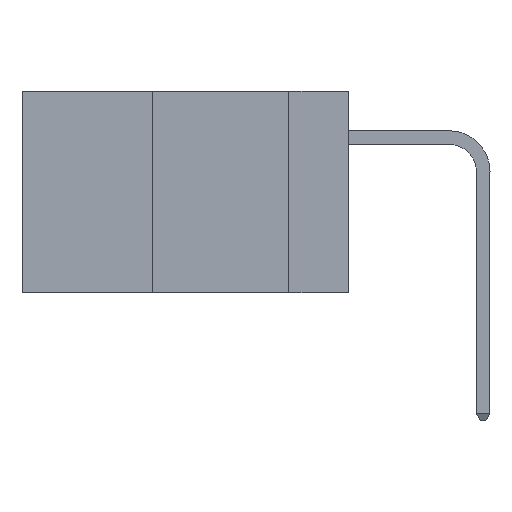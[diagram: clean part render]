
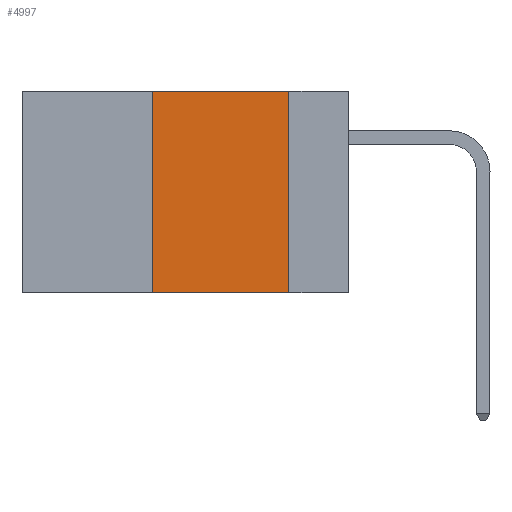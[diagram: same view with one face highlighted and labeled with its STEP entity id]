
A CAD part, left-side view. The second image highlights one B-rep face of the part: STEP entity #4997.
In plain terms, the highlighted planar face has unit normal (-1, 0, 0).
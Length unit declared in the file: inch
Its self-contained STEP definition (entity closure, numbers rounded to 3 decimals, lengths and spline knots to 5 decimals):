
#651 = CARTESIAN_POINT ( 'NONE',  ( 0., 0.6, -0.37 ) ) ;
#919 = VERTEX_POINT ( 'NONE', #23968 ) ;
#1197 = DIRECTION ( 'NONE',  ( 0., 0., -1. ) ) ;
#1968 = LINE ( 'NONE', #651, #21880 ) ;
#3668 = VECTOR ( 'NONE', #19496, 39.37008 ) ;
#3786 = CARTESIAN_POINT ( 'NONE',  ( 0., 0.11, 0. ) ) ;
#4058 = VECTOR ( 'NONE', #1197, 39.37008 ) ;
#4997 = ADVANCED_FACE ( 'NONE', ( #21562 ), #17545, .F. ) ;
#5930 = DIRECTION ( 'NONE',  ( 1., 0., 0. ) ) ;
#6160 = VECTOR ( 'NONE', #16159, 39.37008 ) ;
#6324 = ORIENTED_EDGE ( 'NONE', *, *, #10556, .F. ) ;
#6543 = CARTESIAN_POINT ( 'NONE',  ( 0., 0.6, 0. ) ) ;
#7500 = CARTESIAN_POINT ( 'NONE',  ( 0., 0.11, 0. ) ) ;
#8477 = EDGE_CURVE ( 'NONE', #18481, #919, #1968, .T. ) ;
#8824 = LINE ( 'NONE', #15673, #3668 ) ;
#9067 = AXIS2_PLACEMENT_3D ( 'NONE', #15700, #5930, #23487 ) ;
#9444 = CARTESIAN_POINT ( 'NONE',  ( 0., 0.36, 0. ) ) ;
#10495 = VERTEX_POINT ( 'NONE', #7500 ) ;
#10556 = EDGE_CURVE ( 'NONE', #18481, #23718, #8824, .T. ) ;
#10731 = CARTESIAN_POINT ( 'NONE',  ( 0., 0.36, -0.37 ) ) ;
#12491 = EDGE_LOOP ( 'NONE', ( #19353, #19776, #6324, #13735 ) ) ;
#13395 = LINE ( 'NONE', #3786, #4058 ) ;
#13735 = ORIENTED_EDGE ( 'NONE', *, *, #8477, .T. ) ;
#15673 = CARTESIAN_POINT ( 'NONE',  ( 0., 0.36, 0. ) ) ;
#15700 = CARTESIAN_POINT ( 'NONE',  ( 0., 0.6, 0. ) ) ;
#15918 = EDGE_CURVE ( 'NONE', #10495, #919, #13395, .T. ) ;
#16098 = LINE ( 'NONE', #6543, #6160 ) ;
#16159 = DIRECTION ( 'NONE',  ( 0., -1., 0. ) ) ;
#17545 = PLANE ( 'NONE',  #9067 ) ;
#18481 = VERTEX_POINT ( 'NONE', #10731 ) ;
#19353 = ORIENTED_EDGE ( 'NONE', *, *, #15918, .F. ) ;
#19496 = DIRECTION ( 'NONE',  ( 0., 0., 1. ) ) ;
#19776 = ORIENTED_EDGE ( 'NONE', *, *, #21690, .F. ) ;
#21562 = FACE_OUTER_BOUND ( 'NONE', #12491, .T. ) ;
#21690 = EDGE_CURVE ( 'NONE', #23718, #10495, #16098, .T. ) ;
#21880 = VECTOR ( 'NONE', #22507, 39.37008 ) ;
#22507 = DIRECTION ( 'NONE',  ( 0., -1., 0. ) ) ;
#23487 = DIRECTION ( 'NONE',  ( 0., 0., -1. ) ) ;
#23718 = VERTEX_POINT ( 'NONE', #9444 ) ;
#23968 = CARTESIAN_POINT ( 'NONE',  ( 0., 0.11, -0.37 ) ) ;
